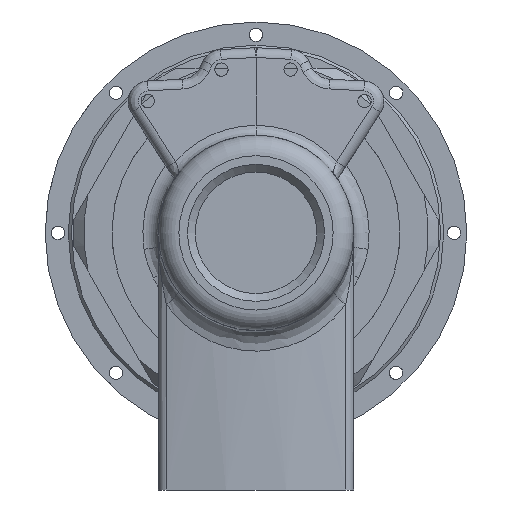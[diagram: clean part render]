
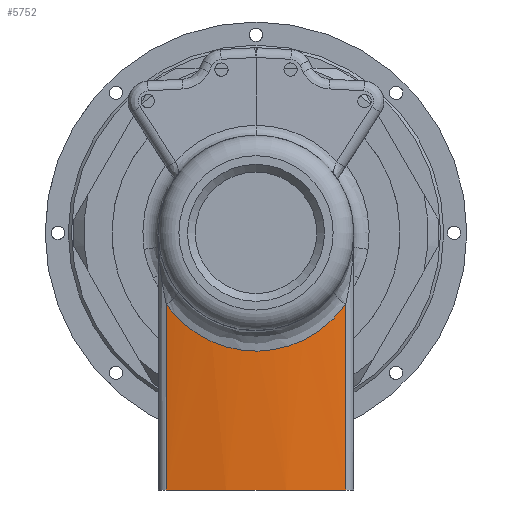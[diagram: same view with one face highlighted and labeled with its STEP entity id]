
A CAD part, left-side view. The second image highlights one B-rep face of the part: STEP entity #5752.
In plain terms, the highlighted cylindrical face has radius 40 mm (diameter 80 mm), a partial arc.
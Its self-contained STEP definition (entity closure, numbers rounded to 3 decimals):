
#258=B_SPLINE_CURVE_WITH_KNOTS('',3,(#7591,#7592,#7593,#7594,#7595,#7596,
#7597,#7598),.UNSPECIFIED.,.F.,.F.,(4,1,1,1,1,4),(0.,
0.003,0.005,0.01,0.015,
0.02),.UNSPECIFIED.);
#725=LINE('',#7588,#914);
#726=LINE('',#7600,#915);
#914=VECTOR('',#6565,1000.);
#915=VECTOR('',#6566,1000.);
#1097=CYLINDRICAL_SURFACE('',#6144,40.);
#1181=ORIENTED_EDGE('',*,*,#2775,.T.);
#1182=ORIENTED_EDGE('',*,*,#2776,.T.);
#1183=ORIENTED_EDGE('',*,*,#2777,.T.);
#1184=ORIENTED_EDGE('',*,*,#2778,.T.);
#2775=EDGE_CURVE('',#3573,#3574,#725,.T.);
#2776=EDGE_CURVE('',#3574,#3575,#258,.T.);
#2777=EDGE_CURVE('',#3575,#3576,#726,.F.);
#2778=EDGE_CURVE('',#3576,#3573,#4080,.T.);
#3573=VERTEX_POINT('',#7589);
#3574=VERTEX_POINT('',#7590);
#3575=VERTEX_POINT('',#7599);
#3576=VERTEX_POINT('',#7601);
#4080=CIRCLE('',#6145,40.);
#4201=EDGE_LOOP('',(#1181,#1182,#1183,#1184));
#4639=FACE_BOUND('',#4201,.T.);
#5752=ADVANCED_FACE('',(#4639),#1097,.T.);
#6144=AXIS2_PLACEMENT_3D('',#7587,#6563,#6564);
#6145=AXIS2_PLACEMENT_3D('',#7602,#6567,#6568);
#6563=DIRECTION('',(0.,0.,1.));
#6564=DIRECTION('',(1.,0.,0.));
#6565=DIRECTION('',(0.,0.,1.));
#6566=DIRECTION('',(0.,0.,1.));
#6567=DIRECTION('',(0.,0.,1.));
#6568=DIRECTION('',(1.,0.,0.));
#7587=CARTESIAN_POINT('',(55.5,0.,-25.));
#7588=CARTESIAN_POINT('',(16.462,-8.718,-25.));
#7589=CARTESIAN_POINT('',(16.462,-8.718,-25.));
#7590=CARTESIAN_POINT('',(16.462,-8.718,-6.961));
#7591=CARTESIAN_POINT('',(16.462,-8.718,-6.961));
#7592=CARTESIAN_POINT('',(16.35,-8.217,-7.653));
#7593=CARTESIAN_POINT('',(16.116,-7.082,-8.901));
#7594=CARTESIAN_POINT('',(15.677,-4.263,-10.853));
#7595=CARTESIAN_POINT('',(15.382,-0.025,-11.931));
#7596=CARTESIAN_POINT('',(15.736,5.116,-10.637));
#7597=CARTESIAN_POINT('',(16.238,7.715,-8.346));
#7598=CARTESIAN_POINT('',(16.462,8.718,-6.961));
#7599=CARTESIAN_POINT('',(16.462,8.718,-6.961));
#7600=CARTESIAN_POINT('',(16.462,8.718,-25.));
#7601=CARTESIAN_POINT('',(16.462,8.718,-25.));
#7602=CARTESIAN_POINT('',(55.5,0.,-25.));
